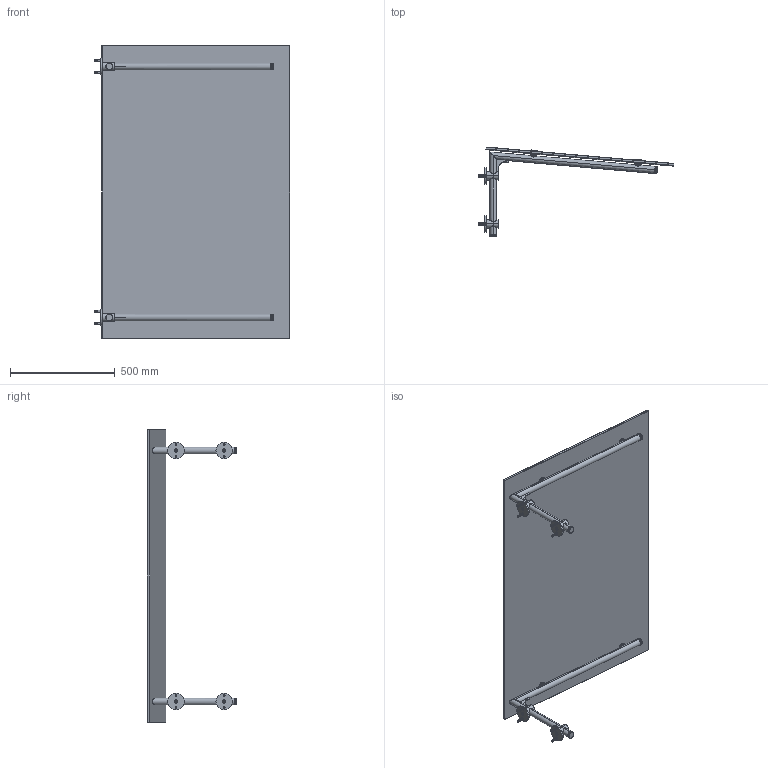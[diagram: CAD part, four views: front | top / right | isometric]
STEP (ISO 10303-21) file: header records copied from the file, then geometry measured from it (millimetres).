
FILE_DESCRIPTION (( 'STEP AP203' ), '1' );
FILE_NAME ('GS_PR-825x405.STEP', '2019-02-07T12:24:23', ( '' ), ( '' ), 'SwSTEP 2.0', 'SolidWorks 2018', '' );
FILE_SCHEMA (( 'CONFIG_CONTROL_DESIGN' ));
Length unit declared in the file: millimetre
Products named in the file (18): GS_PR-825x405.P3; GS_PR-825x405.P5; GS_PR-825x405.A1.P3; GS_PR-825x405; GS_PR-825x405.P2; GS_10.76__PRISTRESOK___GS_PR-825x405; GS_PR-825x405.P7; GS_PR-825x405.A1.P1; GS_PR-825x405.A1.P4; skrutka DIN 7991_M8x20_A2-70; GS_PR-825x405.A1.P2; skrutka DIN 913_M6x8_A2-70; GS_PR-825x405.P6; GS_PR-825x405.P1; GS_PR-825x405.P8; GS_PR-825x405.P4; GS_PR-825x405.A1_skupina; skrutka DIN 7991_M8x35_A2-70
Assembly tree (64 placements, depth 3):
  GS_PR-825x405
    GS_PR-825x405.A1_skupina  x2
      GS_PR-825x405.A1.P1
      GS_PR-825x405.A1.P2
      GS_PR-825x405.A1.P3
      GS_PR-825x405.A1.P4
    GS_PR-825x405.P5  x4
    GS_PR-825x405.P1  x4
    GS_PR-825x405.P2  x4
    skrutka DIN 7991_M8x20_A2-70  x4
    skrutka DIN 7991_M8x35_A2-70  x8
    GS_PR-825x405.P3  x4
    GS_PR-825x405.P4  x4
    GS_PR-825x405.P6  x8
    GS_PR-825x405.P7  x4
    GS_10.76__PRISTRESOK___GS_PR-825x405
    GS_PR-825x405.P8  x8
    skrutka DIN 913_M6x8_A2-70  x4
Bounding box: 933.31 x 427.83 x 1400 mm (x, y, z)
Volume: 14149746.3 mm3; surface area: 3186165.6 mm2
Topology: 67 solids, 67 shells, 1278 faces, 2724 edges, 1572 vertices
Faces by surface type: plane 542, cone 372, cylinder 364
Entity records: 12686 total; most frequent: CARTESIAN_POINT 2550, DIRECTION 1620, ORIENTED_EDGE 1296, AXIS2_PLACEMENT_3D 648, EDGE_CURVE 648, VERTEX_POINT 376, EDGE_LOOP 358, LINE 324
